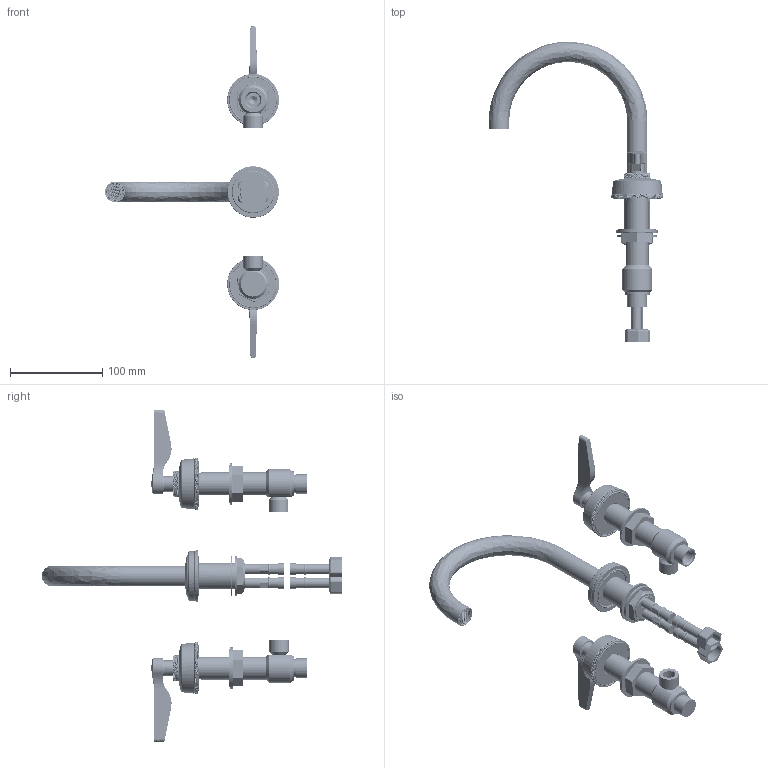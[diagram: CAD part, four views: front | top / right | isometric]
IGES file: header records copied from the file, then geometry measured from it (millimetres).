
Global section: file name: T11K14-LA; native system: Autodesk Inventor 2024; preprocessor: unknown; author: kwhieldon; date: 20240322.152412; units: millimetre
Bounding box: 189.21 x 326.25 x 360.5 mm (x, y, z)
Volume: 401141.7 mm3; surface area: 195333.9 mm2
Topology: 42 solids, 42 shells, 16531 faces, 37236 edges, 20911 vertices
Faces by surface type: bspline 16531
